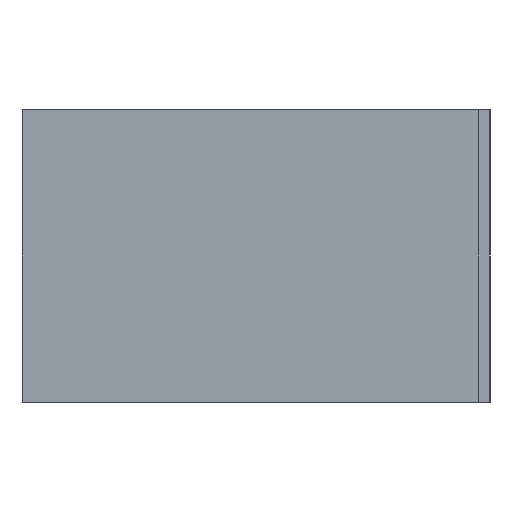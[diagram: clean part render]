
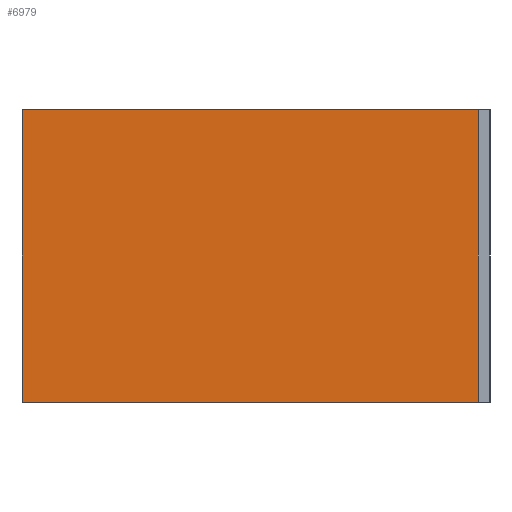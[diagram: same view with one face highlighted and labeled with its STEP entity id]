
A CAD part, left-side view. The second image highlights one B-rep face of the part: STEP entity #6979.
In plain terms, the highlighted planar face has unit normal (-1, 0, 0).
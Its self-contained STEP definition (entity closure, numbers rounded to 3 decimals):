
#653=PLANE('',#7485);
#1068=FACE_OUTER_BOUND('',#1498,.T.);
#1498=EDGE_LOOP('',(#6177,#6178,#6179,#6180));
#1894=LINE('',#27855,#2307);
#1913=LINE('',#27906,#2326);
#1914=LINE('',#27909,#2327);
#1915=LINE('',#27910,#2328);
#2307=VECTOR('',#8815,10.);
#2326=VECTOR('',#8870,10.);
#2327=VECTOR('',#8873,10.);
#2328=VECTOR('',#8874,10.);
#3059=VERTEX_POINT('',#27852);
#3060=VERTEX_POINT('',#27854);
#3074=VERTEX_POINT('',#27904);
#3075=VERTEX_POINT('',#27908);
#4092=EDGE_CURVE('',#3059,#3060,#1894,.T.);
#4119=EDGE_CURVE('',#3059,#3074,#1913,.T.);
#4120=EDGE_CURVE('',#3075,#3074,#1914,.T.);
#4121=EDGE_CURVE('',#3060,#3075,#1915,.T.);
#6177=ORIENTED_EDGE('',*,*,#4119,.T.);
#6178=ORIENTED_EDGE('',*,*,#4120,.F.);
#6179=ORIENTED_EDGE('',*,*,#4121,.F.);
#6180=ORIENTED_EDGE('',*,*,#4092,.F.);
#6979=ADVANCED_FACE('',(#1068),#653,.T.);
#7485=AXIS2_PLACEMENT_3D('',#27907,#8871,#8872);
#8815=DIRECTION('',(0.,1.,0.));
#8870=DIRECTION('',(0.,0.,1.));
#8871=DIRECTION('center_axis',(-1.,0.,0.));
#8872=DIRECTION('ref_axis',(0.,-1.,0.));
#8873=DIRECTION('',(0.,-1.,0.));
#8874=DIRECTION('',(0.,0.,1.));
#27852=CARTESIAN_POINT('',(-57.,-22.8,-15.));
#27854=CARTESIAN_POINT('',(-57.,24.,-15.));
#27855=CARTESIAN_POINT('',(-57.,-24.,-15.));
#27904=CARTESIAN_POINT('',(-57.,-22.8,15.));
#27906=CARTESIAN_POINT('',(-57.,-22.8,0.));
#27907=CARTESIAN_POINT('Origin',(-57.,24.,0.));
#27908=CARTESIAN_POINT('',(-57.,24.,15.));
#27909=CARTESIAN_POINT('',(-57.,-24.,15.));
#27910=CARTESIAN_POINT('',(-57.,24.,0.));
